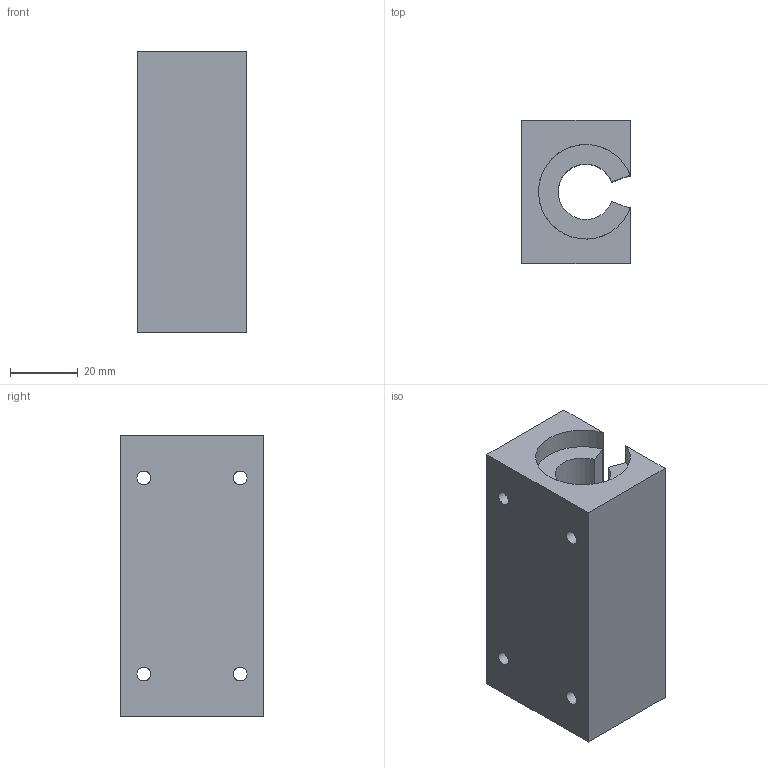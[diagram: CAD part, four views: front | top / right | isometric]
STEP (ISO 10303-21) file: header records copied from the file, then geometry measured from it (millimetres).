
FILE_DESCRIPTION(/* description */ (''),/* implementation_level */ '2;1');
FILE_NAME(/* name */ '8020_roller v1.step',/* time_stamp */ '2023-03-01T11:15:21-05:00',/* author */ (''),/* organization */ (''),/* preprocessor_version */ 'ST-DEVELOPER v19.2',/* originating_system */ 'Autodesk Translation Framework v11.17.0.187',/* authorisation */ '');
FILE_SCHEMA (('AUTOMOTIVE_DESIGN { 1 0 10303 214 3 1 1 }'));
Length unit declared in the file: millimetre
Products named in the file (1): 8020_roller
Bounding box: 32.2 x 42.3 x 83 mm (x, y, z)
Volume: 86080.7 mm3; surface area: 31071.6 mm2
Topology: 2 solids, 2 shells, 22 faces, 56 edges, 40 vertices
Faces by surface type: cylinder 11, plane 11
Full cylindrical faces by diameter (mm): 4.1 x4
Entity records: 1192 total; most frequent: CARTESIAN_POINT 579, ORIENTED_EDGE 112, DIRECTION 104, EDGE_CURVE 56, EDGE_LOOP 40, VERTEX_POINT 40, AXIS2_PLACEMENT_3D 37, LINE 30
